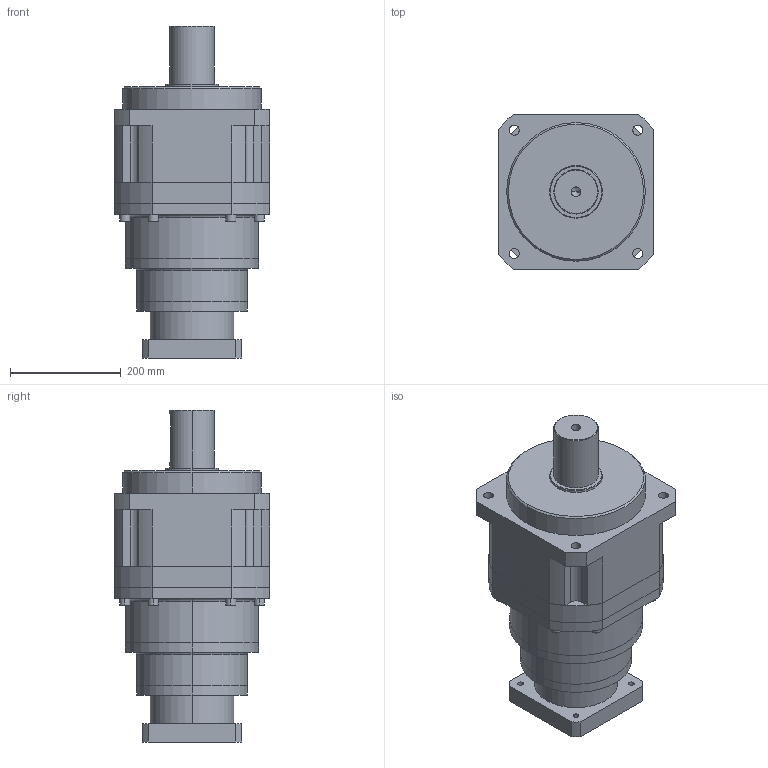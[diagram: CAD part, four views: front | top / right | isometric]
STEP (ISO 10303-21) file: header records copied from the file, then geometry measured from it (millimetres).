
FILE_DESCRIPTION (( 'STEP AP203' ), '1' );
FILE_NAME ('AB280-L3-K-42-114.3-200.stp', '2022-06-27T03:51:06', ( 'PC' ), ( 'Microsoft' ), 'SwSTEP 2.0', 'SolidWorks 2016', '' );
FILE_SCHEMA (( 'CONFIG_CONTROL_DESIGN' ));
Length unit declared in the file: millimetre
Products named in the file (1): AB280-L3-K-42-114.3-200
Bounding box: 280 x 280 x 599 mm (x, y, z)
Volume: 24113776.4 mm3; surface area: 1102785.7 mm2
Topology: 5 solids, 5 shells, 245 faces, 597 edges, 387 vertices
Faces by surface type: plane 122, cylinder 89, torus 20, cone 14
Entity records: 7418 total; most frequent: CARTESIAN_POINT 1351, DIRECTION 1311, ORIENTED_EDGE 1190, EDGE_CURVE 595, AXIS2_PLACEMENT_3D 481, VERTEX_POINT 387, LINE 349, VECTOR 349
